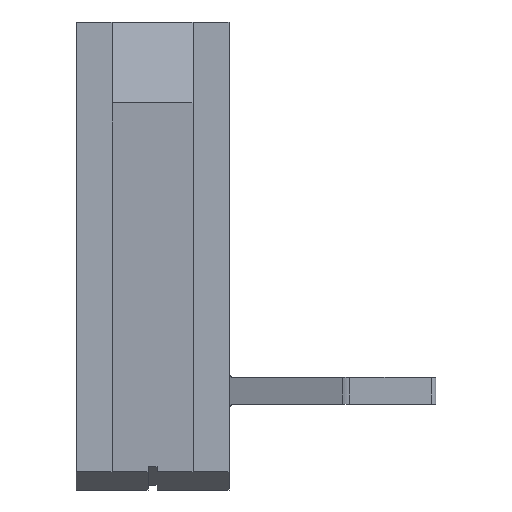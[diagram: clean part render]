
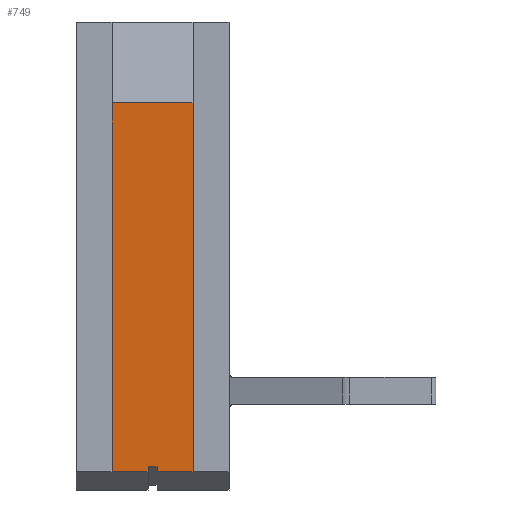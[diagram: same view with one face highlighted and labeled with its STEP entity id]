
A CAD part, top view. The second image highlights one B-rep face of the part: STEP entity #749.
In plain terms, the highlighted planar face has unit normal (0, -0.061, 0.998).
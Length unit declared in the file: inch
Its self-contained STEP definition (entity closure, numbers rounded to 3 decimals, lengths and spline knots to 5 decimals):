
#38=PLANE('',#814);
#78=FACE_OUTER_BOUND('',#119,.T.);
#119=EDGE_LOOP('',(#623,#624,#625,#626,#627,#628,#629,#630));
#170=LINE('',#1152,#253);
#174=LINE('',#1159,#257);
#177=LINE('',#1165,#260);
#182=LINE('',#1175,#265);
#201=LINE('',#1225,#284);
#202=LINE('',#1227,#285);
#203=LINE('',#1229,#286);
#204=LINE('',#1230,#287);
#253=VECTOR('',#931,1.);
#257=VECTOR('',#937,1.);
#260=VECTOR('',#942,1.);
#265=VECTOR('',#951,1.);
#284=VECTOR('',#998,1.);
#285=VECTOR('',#999,1.);
#286=VECTOR('',#1000,1.);
#287=VECTOR('',#1001,1.);
#358=VERTEX_POINT('',#1149);
#359=VERTEX_POINT('',#1151);
#361=VERTEX_POINT('',#1157);
#363=VERTEX_POINT('',#1163);
#366=VERTEX_POINT('',#1174);
#383=VERTEX_POINT('',#1224);
#384=VERTEX_POINT('',#1226);
#385=VERTEX_POINT('',#1228);
#440=EDGE_CURVE('',#359,#358,#170,.T.);
#444=EDGE_CURVE('',#358,#361,#174,.T.);
#447=EDGE_CURVE('',#361,#363,#177,.T.);
#452=EDGE_CURVE('',#359,#366,#182,.T.);
#477=EDGE_CURVE('',#383,#363,#201,.T.);
#478=EDGE_CURVE('',#383,#384,#202,.T.);
#479=EDGE_CURVE('',#384,#385,#203,.T.);
#480=EDGE_CURVE('',#366,#385,#204,.T.);
#623=ORIENTED_EDGE('',*,*,#447,.T.);
#624=ORIENTED_EDGE('',*,*,#477,.F.);
#625=ORIENTED_EDGE('',*,*,#478,.T.);
#626=ORIENTED_EDGE('',*,*,#479,.T.);
#627=ORIENTED_EDGE('',*,*,#480,.F.);
#628=ORIENTED_EDGE('',*,*,#452,.F.);
#629=ORIENTED_EDGE('',*,*,#440,.T.);
#630=ORIENTED_EDGE('',*,*,#444,.T.);
#749=ADVANCED_FACE('',(#78),#38,.T.);
#814=AXIS2_PLACEMENT_3D('',#1223,#996,#997);
#931=DIRECTION('',(0.,0.998,0.061));
#937=DIRECTION('',(1.,0.,0.));
#942=DIRECTION('',(0.,-0.998,-0.061));
#951=DIRECTION('',(-1.,0.,0.));
#996=DIRECTION('center_axis',(0.,-0.061,0.998));
#997=DIRECTION('ref_axis',(0.,0.998,0.061));
#998=DIRECTION('',(-1.,0.,0.));
#999=DIRECTION('',(0.,0.998,0.061));
#1000=DIRECTION('',(-1.,0.,0.));
#1001=DIRECTION('',(0.,0.998,0.061));
#1149=CARTESIAN_POINT('',(-0.5,0.56807,17.03464));
#1151=CARTESIAN_POINT('',(-0.5,0.,17.));
#1152=CARTESIAN_POINT('',(-0.5,9.02789,17.55048));
#1157=CARTESIAN_POINT('',(0.5,0.56807,17.03464));
#1159=CARTESIAN_POINT('',(2.25,0.56807,17.03464));
#1163=CARTESIAN_POINT('',(0.5,0.,17.));
#1165=CARTESIAN_POINT('',(0.5,9.02789,17.55048));
#1174=CARTESIAN_POINT('',(-4.5,0.,17.));
#1175=CARTESIAN_POINT('',(0.,0.,17.));
#1223=CARTESIAN_POINT('Origin',(4.5,0.,17.));
#1224=CARTESIAN_POINT('',(4.5,0.,17.));
#1225=CARTESIAN_POINT('',(0.,0.,17.));
#1226=CARTESIAN_POINT('',(4.5,41.,19.5));
#1227=CARTESIAN_POINT('',(4.5,0.,17.));
#1228=CARTESIAN_POINT('',(-4.5,41.,19.5));
#1229=CARTESIAN_POINT('',(4.5,41.,19.5));
#1230=CARTESIAN_POINT('',(-4.5,0.,17.));
